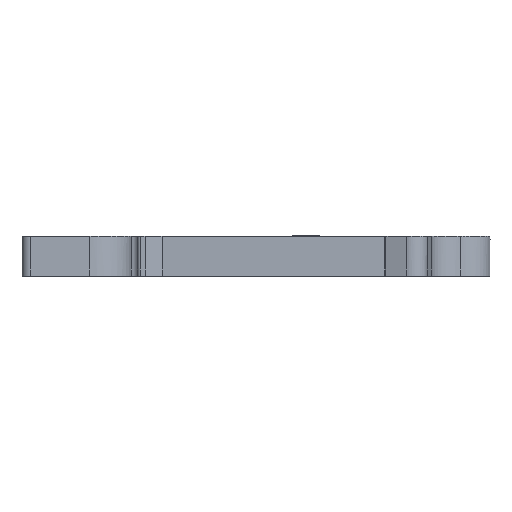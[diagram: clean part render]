
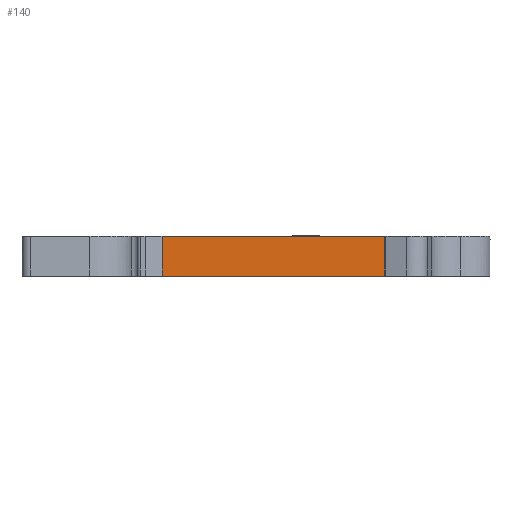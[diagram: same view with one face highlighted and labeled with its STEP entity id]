
A CAD part, front view. The second image highlights one B-rep face of the part: STEP entity #140.
In plain terms, the highlighted planar face has unit normal (0, -1, 0).
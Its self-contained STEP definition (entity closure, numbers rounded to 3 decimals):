
#105 = CARTESIAN_POINT ( 'NONE',  ( -49.979, -12.605, 16.123 ) ) ;
#140 = ADVANCED_FACE ( 'NONE', ( #11587 ), #3401, .F. ) ;
#226 = EDGE_CURVE ( 'NONE', #8508, #10433, #8615, .T. ) ;
#340 = CARTESIAN_POINT ( 'NONE',  ( -21.653, -12.605, 16.123 ) ) ;
#669 = VECTOR ( 'NONE', #3859, 1000. ) ;
#1365 = AXIS2_PLACEMENT_3D ( 'NONE', #3692, #3707, #3748 ) ;
#1466 = VERTEX_POINT ( 'NONE', #7238 ) ;
#2154 = VERTEX_POINT ( 'NONE', #340 ) ;
#2542 = CARTESIAN_POINT ( 'NONE',  ( -21.653, -12.605, 21.073 ) ) ;
#3289 = EDGE_CURVE ( 'NONE', #1466, #2154, #11790, .T. ) ;
#3401 = PLANE ( 'NONE',  #1365 ) ;
#3469 = ORIENTED_EDGE ( 'NONE', *, *, #7152, .F. ) ;
#3498 = CARTESIAN_POINT ( 'NONE',  ( -21.653, -12.605, 21.123 ) ) ;
#3692 = CARTESIAN_POINT ( 'NONE',  ( -49.979, -12.605, 21.123 ) ) ;
#3707 = DIRECTION ( 'NONE',  ( 0., 1., 0. ) ) ;
#3748 = DIRECTION ( 'NONE',  ( -1., 0., 0. ) ) ;
#3859 = DIRECTION ( 'NONE',  ( 0., 0., -1. ) ) ;
#4135 = DIRECTION ( 'NONE',  ( 0., 0., 1. ) ) ;
#4198 = CARTESIAN_POINT ( 'NONE',  ( -49.979, -12.605, 21.123 ) ) ;
#4539 = DIRECTION ( 'NONE',  ( 1., 0., 0. ) ) ;
#4760 = ORIENTED_EDGE ( 'NONE', *, *, #5961, .T. ) ;
#5182 = VECTOR ( 'NONE', #4539, 1000. ) ;
#5470 = CARTESIAN_POINT ( 'NONE',  ( -40.537, -12.605, 21.073 ) ) ;
#5961 = EDGE_CURVE ( 'NONE', #8508, #2154, #11857, .T. ) ;
#6359 = B_SPLINE_CURVE_WITH_KNOTS ( 'NONE', 3,
 ( #9178, #5470, #8429, #2542 ),
 .UNSPECIFIED., .F., .F.,
 ( 4, 4 ),
 ( 0., 1. ),
 .UNSPECIFIED. ) ;
#6916 = CARTESIAN_POINT ( 'NONE',  ( -49.979, -12.605, 21.073 ) ) ;
#7152 = EDGE_CURVE ( 'NONE', #10433, #1466, #6359, .T. ) ;
#7154 = CARTESIAN_POINT ( 'NONE',  ( -49.979, -12.605, 16.123 ) ) ;
#7238 = CARTESIAN_POINT ( 'NONE',  ( -21.653, -12.605, 21.073 ) ) ;
#7473 = EDGE_LOOP ( 'NONE', ( #9035, #4760, #9955, #3469 ) ) ;
#8158 = VECTOR ( 'NONE', #4135, 1000. ) ;
#8429 = CARTESIAN_POINT ( 'NONE',  ( -31.095, -12.605, 21.073 ) ) ;
#8508 = VERTEX_POINT ( 'NONE', #7154 ) ;
#8615 = LINE ( 'NONE', #4198, #8158 ) ;
#9035 = ORIENTED_EDGE ( 'NONE', *, *, #226, .F. ) ;
#9178 = CARTESIAN_POINT ( 'NONE',  ( -49.979, -12.605, 21.073 ) ) ;
#9955 = ORIENTED_EDGE ( 'NONE', *, *, #3289, .F. ) ;
#10433 = VERTEX_POINT ( 'NONE', #6916 ) ;
#11587 = FACE_OUTER_BOUND ( 'NONE', #7473, .T. ) ;
#11790 = LINE ( 'NONE', #3498, #669 ) ;
#11857 = LINE ( 'NONE', #105, #5182 ) ;
